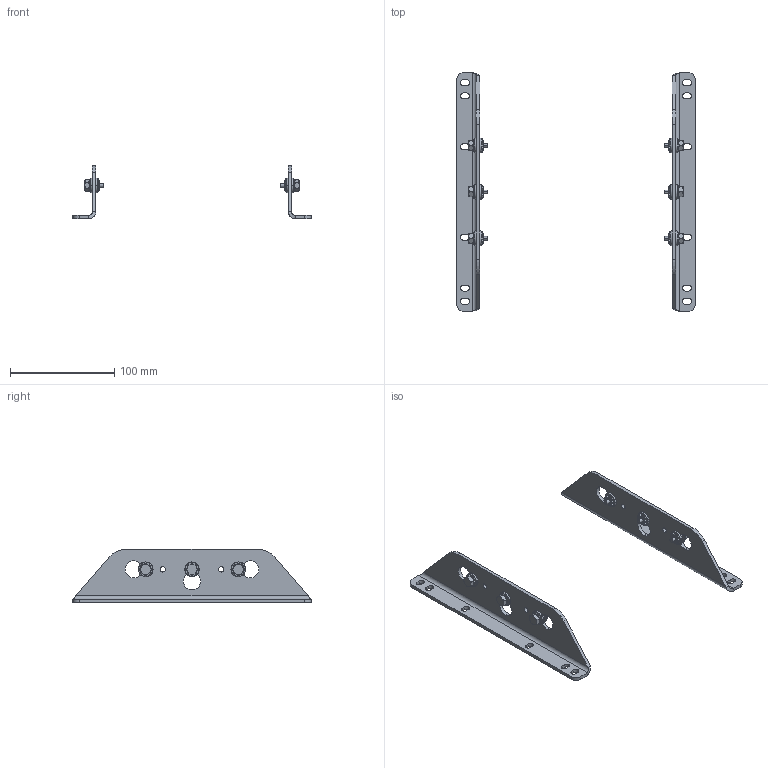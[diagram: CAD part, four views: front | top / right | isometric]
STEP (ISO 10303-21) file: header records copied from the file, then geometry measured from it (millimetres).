
FILE_DESCRIPTION (( 'STEP AP214' ), '1' );
FILE_NAME ('VSMK-1 Vibration.STEP', '2024-01-30T22:55:50', ( '' ), ( '' ), 'SwSTEP 2.0', 'SolidWorks 2024', '' );
FILE_SCHEMA (( 'AUTOMOTIVE_DESIGN' ));
Length unit declared in the file: inch
Products named in the file (5): 500-008785.50; VSMKX-1; VSMK-1 Vibration; 500-008779.50_9311K136
Assembly tree (9 placements, depth 3):
  VSMK-1 Vibration
    VSMKX-1  x2
      VSMKX-1
      500-008779.50_9311K136
      500-008785.50
Bounding box: 228.78 x 228.6 x 50.8 mm (x, y, z)
Volume: 88361.5 mm3; surface area: 64079.8 mm2
Topology: 14 solids, 14 shells, 870 faces, 2450 edges, 1620 vertices
Faces by surface type: plane 500, cylinder 150, torus 132, cone 84, bspline 4
Entity records: 7286 total; most frequent: CARTESIAN_POINT 1973, ORIENTED_EDGE 1098, DIRECTION 1093, EDGE_CURVE 549, AXIS2_PLACEMENT_3D 430, VERTEX_POINT 362, VECTOR 233, LINE 233
